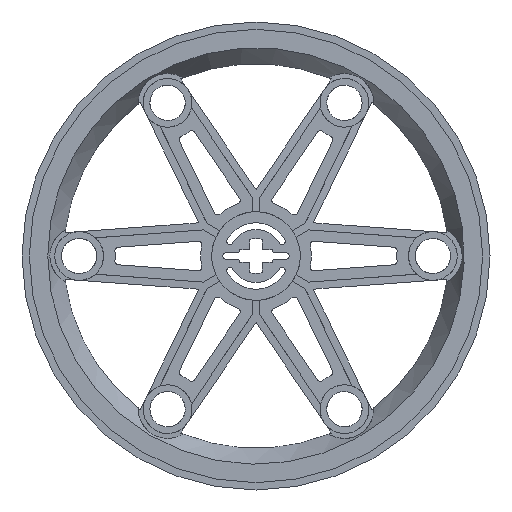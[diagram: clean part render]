
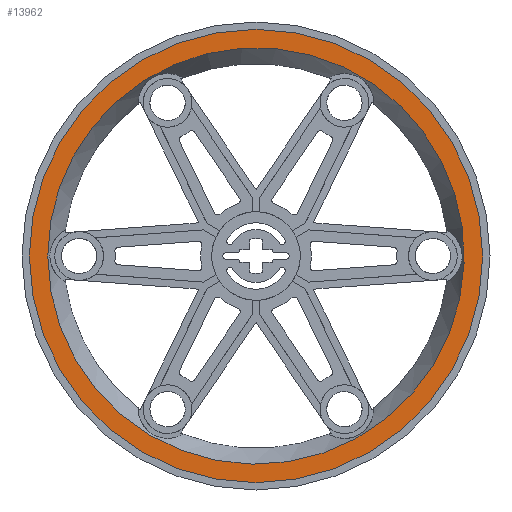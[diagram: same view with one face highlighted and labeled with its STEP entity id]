
A CAD part, left-side view. The second image highlights one B-rep face of the part: STEP entity #13962.
In plain terms, the highlighted free-form (B-spline) face has degree [1, 1] with [2, 2] control points.
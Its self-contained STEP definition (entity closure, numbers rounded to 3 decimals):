
#8875=CARTESIAN_POINT('',(-6.75,28.25,0.0));
#8876=VERTEX_POINT('',#8875);
#8877=CARTESIAN_POINT('',(-6.75,0.0,0.0));
#8878=DIRECTION('',(1.0,0.0,0.0));
#8879=DIRECTION('',(0.0,1.0,0.0));
#8880=AXIS2_PLACEMENT_3D('',#8877,#8878,#8879);
#8881=CIRCLE('',#8880,28.25);
#8882=EDGE_CURVE('',#8876,#8876,#8881,.T.);
#13936=CARTESIAN_POINT('',(-6.75,30.75,0.0));
#13937=VERTEX_POINT('',#13936);
#13938=CARTESIAN_POINT('',(-6.75,0.0,0.0));
#13939=DIRECTION('',(1.0,0.0,0.0));
#13940=DIRECTION('',(0.0,1.0,0.0));
#13941=AXIS2_PLACEMENT_3D('',#13938,#13939,#13940);
#13942=CIRCLE('',#13941,30.75);
#13943=EDGE_CURVE('',#13937,#13937,#13942,.T.);
#13951=CARTESIAN_POINT('',(-6.75,30.75,30.75));
#13952=CARTESIAN_POINT('',(-6.75,30.75,-30.75));
#13953=CARTESIAN_POINT('',(-6.75,-30.75,30.75));
#13954=CARTESIAN_POINT('',(-6.75,-30.75,-30.75));
#13955=B_SPLINE_SURFACE_WITH_KNOTS('',1,1,((#13951,#13953),(#13952,#13954)),.UNSPECIFIED.,.F.,.F.,.U.,(2,2),(2,2),(0.0,61.5),(0.0,61.5),.UNSPECIFIED.);
#13956=ORIENTED_EDGE('',*,*,#13943,.F.);
#13957=EDGE_LOOP('',(#13956));
#13958=FACE_OUTER_BOUND('',#13957,.T.);
#13959=ORIENTED_EDGE('',*,*,#8882,.T.);
#13960=EDGE_LOOP('',(#13959));
#13961=FACE_BOUND('',#13960,.T.);
#13962=ADVANCED_FACE('',(#13958,#13961),#13955,.T.);
